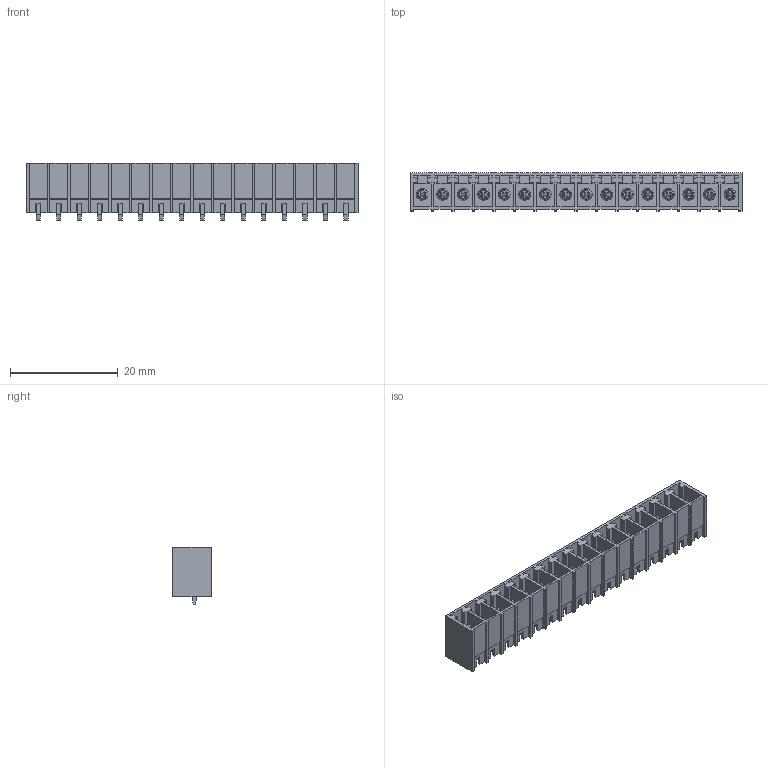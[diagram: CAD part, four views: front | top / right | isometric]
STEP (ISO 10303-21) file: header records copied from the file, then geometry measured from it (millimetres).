
FILE_DESCRIPTION(('CATIA V5 STEP Exchange','CAx-IF Rec.Pracs.--- Model Styling and Organization---1.2---2011-12-15'),'2;1');
FILE_NAME ('D1457738_0_1864040000_1864040000.stp','2018-10-16T10:19:33+00:00',('none'),('Weidmueller'),'CATIA Version 5-6 Release 2014','CATIA V5 STEP AP214','none');
FILE_SCHEMA(('AUTOMOTIVE_DESIGN { 1 0 10303 214 1 1 1 1 }'));
Length unit declared in the file: millimetre
Products named in the file (1): 1864040000
Bounding box: 61.65 x 7.07 x 10.7 mm (x, y, z)
Volume: 1508.8 mm3; surface area: 5679.7 mm2
Topology: 17 solids, 17 shells, 1076 faces, 3074 edges, 2080 vertices
Faces by surface type: plane 854, cylinder 158, torus 32, cone 32
Entity records: 32059 total; most frequent: ORIENTED_EDGE 6148, CARTESIAN_POINT 5967, DIRECTION 4122, EDGE_CURVE 3074, VECTOR 2630, LINE 2630, VERTEX_POINT 2080, EDGE_LOOP 1156
